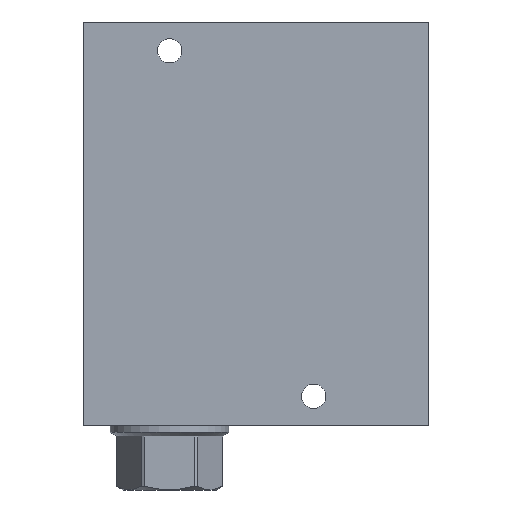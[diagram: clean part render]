
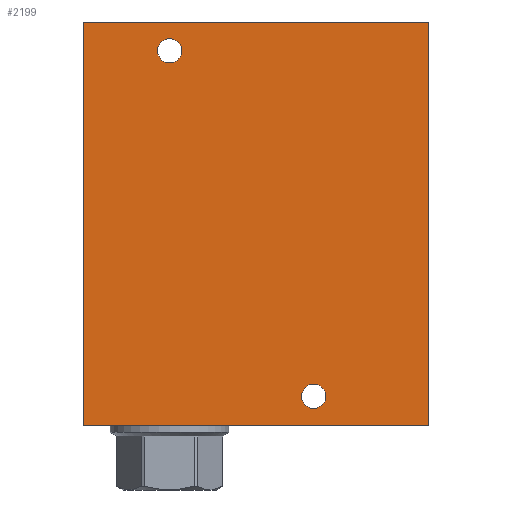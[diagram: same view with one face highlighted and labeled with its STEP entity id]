
A CAD part, front view. The second image highlights one B-rep face of the part: STEP entity #2199.
In plain terms, the highlighted planar face has unit normal (0, -1, 0).
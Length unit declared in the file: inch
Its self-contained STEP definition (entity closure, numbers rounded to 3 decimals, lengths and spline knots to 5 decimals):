
#5=DIRECTION('',(1.,0.,0.));
#6=VECTOR('',#5,6.);
#7=CARTESIAN_POINT('',(0.,-3.,0.));
#8=LINE('',#7,#6);
#75=DIRECTION('',(0.,0.,1.));
#76=VECTOR('',#75,7.);
#77=CARTESIAN_POINT('',(6.,-3.,0.));
#78=LINE('',#77,#76);
#99=DIRECTION('',(0.,0.,1.));
#100=VECTOR('',#99,7.);
#101=CARTESIAN_POINT('',(0.,-3.,0.));
#102=LINE('',#101,#100);
#103=CARTESIAN_POINT('',(1.5,-3.,6.5));
#104=DIRECTION('',(0.,-1.,0.));
#105=DIRECTION('',(-1.,0.,0.));
#106=AXIS2_PLACEMENT_3D('',#103,#104,#105);
#108=CARTESIAN_POINT('',(1.5,-3.,6.5));
#109=DIRECTION('',(0.,-1.,0.));
#110=DIRECTION('',(1.,0.,0.));
#111=AXIS2_PLACEMENT_3D('',#108,#109,#110);
#113=CARTESIAN_POINT('',(4.,-3.,0.5));
#114=DIRECTION('',(0.,-1.,0.));
#115=DIRECTION('',(-1.,0.,0.));
#116=AXIS2_PLACEMENT_3D('',#113,#114,#115);
#118=CARTESIAN_POINT('',(4.,-3.,0.5));
#119=DIRECTION('',(0.,-1.,0.));
#120=DIRECTION('',(1.,0.,0.));
#121=AXIS2_PLACEMENT_3D('',#118,#119,#120);
#135=DIRECTION('',(1.,0.,0.));
#136=VECTOR('',#135,6.);
#137=CARTESIAN_POINT('',(0.,-3.,7.));
#138=LINE('',#137,#136);
#1805=CARTESIAN_POINT('',(0.,-3.,0.));
#1807=VERTEX_POINT('',#1805);
#1808=CARTESIAN_POINT('',(6.,-3.,0.));
#1809=VERTEX_POINT('',#1808);
#1813=CARTESIAN_POINT('',(0.,-3.,7.));
#1815=VERTEX_POINT('',#1813);
#1816=CARTESIAN_POINT('',(6.,-3.,7.));
#1817=VERTEX_POINT('',#1816);
#1972=CARTESIAN_POINT('',(1.289,-3.,6.5));
#1973=CARTESIAN_POINT('',(1.711,-3.,6.5));
#1974=VERTEX_POINT('',#1972);
#1975=VERTEX_POINT('',#1973);
#1980=CARTESIAN_POINT('',(3.789,-3.,0.5));
#1981=CARTESIAN_POINT('',(4.211,-3.,0.5));
#1982=VERTEX_POINT('',#1980);
#1983=VERTEX_POINT('',#1981);
#2175=CARTESIAN_POINT('',(0.,-3.,0.));
#2176=DIRECTION('',(0.,-1.,0.));
#2177=DIRECTION('',(1.,0.,0.));
#2178=AXIS2_PLACEMENT_3D('',#2175,#2176,#2177);
#2179=PLANE('',#2178);
#2180=ORIENTED_EDGE('',*,*,#2081,.F.);
#2181=ORIENTED_EDGE('',*,*,#2106,.T.);
#2183=ORIENTED_EDGE('',*,*,#2182,.T.);
#2184=ORIENTED_EDGE('',*,*,#2155,.F.);
#2185=EDGE_LOOP('',(#2180,#2181,#2183,#2184));
#2186=FACE_OUTER_BOUND('',#2185,.F.);
#2188=ORIENTED_EDGE('',*,*,#2187,.T.);
#2190=ORIENTED_EDGE('',*,*,#2189,.T.);
#2191=EDGE_LOOP('',(#2188,#2190));
#2192=FACE_BOUND('',#2191,.F.);
#2194=ORIENTED_EDGE('',*,*,#2193,.T.);
#2196=ORIENTED_EDGE('',*,*,#2195,.T.);
#2197=EDGE_LOOP('',(#2194,#2196));
#2198=FACE_BOUND('',#2197,.F.);
#2199=ADVANCED_FACE('',(#2186,#2192,#2198),#2179,.T.);
#107=CIRCLE('',#106,0.211);
#112=CIRCLE('',#111,0.211);
#117=CIRCLE('',#116,0.211);
#122=CIRCLE('',#121,0.211);
#2081=EDGE_CURVE('',#1807,#1809,#8,.T.);
#2106=EDGE_CURVE('',#1807,#1815,#102,.T.);
#2155=EDGE_CURVE('',#1809,#1817,#78,.T.);
#2182=EDGE_CURVE('',#1815,#1817,#138,.T.);
#2187=EDGE_CURVE('',#1974,#1975,#107,.T.);
#2189=EDGE_CURVE('',#1975,#1974,#112,.T.);
#2193=EDGE_CURVE('',#1982,#1983,#117,.T.);
#2195=EDGE_CURVE('',#1983,#1982,#122,.T.);
